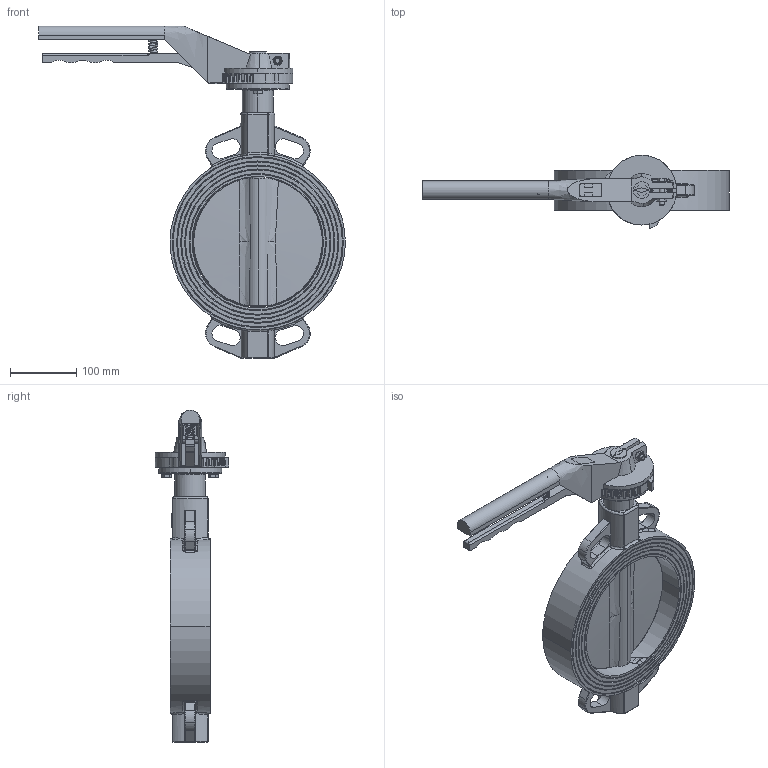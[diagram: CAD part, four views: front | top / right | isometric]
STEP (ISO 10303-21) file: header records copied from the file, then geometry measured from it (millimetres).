
FILE_DESCRIPTION(('HOOPS Exchange Step'),'2;1');
FILE_NAME('AK0813_DN200.stp','2025-08-13T13:11:55+02:00',('nieru'),('Unknown organisation'),'HOOPS Exchange 2024.2','HOOPS Exchange','Unknown authorisation');
FILE_SCHEMA( ('AP203_CONFIGURATION_CONTROLLED_3D_DESIGN_OF_MECHANICAL_PARTS_AND_ASSEMBLIES_MIM_LF') );
Length unit declared in the file: millimetre
Products named in the file (3): 0; root
Assembly tree (2 placements, depth 3):
  root
    0
      0
Bounding box: 462 x 110.48 x 500 mm (x, y, z)
Volume: 2738876.6 mm3; surface area: 475824 mm2
Topology: 16 solids, 16 shells, 2227 faces, 5454 edges, 3280 vertices
Faces by surface type: cylinder 765, plane 742, torus 359, bspline 170, sphere 97, cone 94
Full cylindrical faces by diameter (mm): 23.2 x1
Entity records: 136779 total; most frequent: CARTESIAN_POINT 87933, ORIENTED_EDGE 10826, DIRECTION 9281, EDGE_CURVE 5413, AXIS2_PLACEMENT_3D 3586, VERTEX_POINT 3280, EDGE_LOOP 2351, FACE_BOUND 2351
